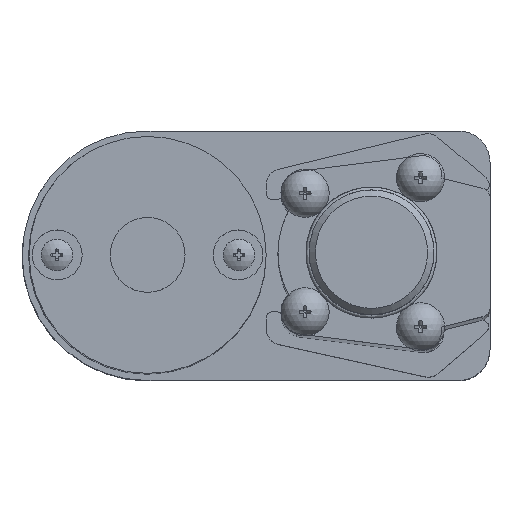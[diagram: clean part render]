
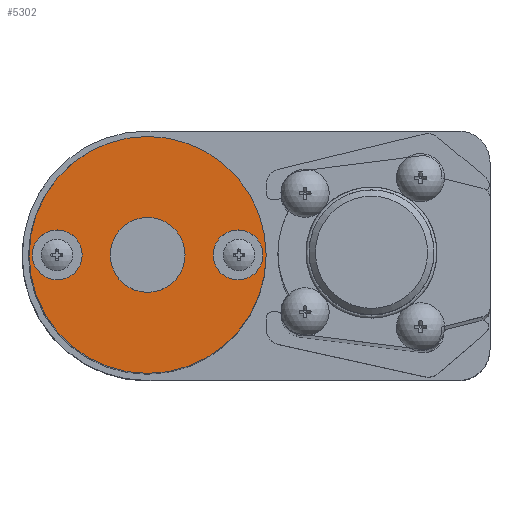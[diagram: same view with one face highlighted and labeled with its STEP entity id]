
A CAD part, top view. The second image highlights one B-rep face of the part: STEP entity #5302.
In plain terms, the highlighted planar face has unit normal (0, 0, 1).
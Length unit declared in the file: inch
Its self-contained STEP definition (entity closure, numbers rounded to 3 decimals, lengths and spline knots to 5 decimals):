
#120=FACE_BOUND('',#758,.T.);
#121=FACE_BOUND('',#759,.T.);
#122=FACE_BOUND('',#760,.T.);
#241=PLANE('',#5741);
#462=FACE_OUTER_BOUND('',#757,.T.);
#757=EDGE_LOOP('',(#3859,#3860));
#758=EDGE_LOOP('',(#3861,#3862));
#759=EDGE_LOOP('',(#3863,#3864));
#760=EDGE_LOOP('',(#3865,#3866));
#1846=CIRCLE('',#5742,0.74803);
#1847=CIRCLE('',#5743,0.74803);
#1848=CIRCLE('',#5744,0.15748);
#1849=CIRCLE('',#5745,0.15748);
#1850=CIRCLE('',#5746,0.23622);
#1851=CIRCLE('',#5747,0.23622);
#1852=CIRCLE('',#5748,0.15748);
#1853=CIRCLE('',#5749,0.15748);
#2222=VERTEX_POINT('',#9357);
#2223=VERTEX_POINT('',#9358);
#2224=VERTEX_POINT('',#9361);
#2225=VERTEX_POINT('',#9362);
#2226=VERTEX_POINT('',#9365);
#2227=VERTEX_POINT('',#9366);
#2228=VERTEX_POINT('',#9369);
#2229=VERTEX_POINT('',#9370);
#2827=EDGE_CURVE('',#2222,#2223,#1846,.T.);
#2828=EDGE_CURVE('',#2223,#2222,#1847,.T.);
#2829=EDGE_CURVE('',#2224,#2225,#1848,.T.);
#2830=EDGE_CURVE('',#2225,#2224,#1849,.T.);
#2831=EDGE_CURVE('',#2226,#2227,#1850,.T.);
#2832=EDGE_CURVE('',#2227,#2226,#1851,.T.);
#2833=EDGE_CURVE('',#2228,#2229,#1852,.T.);
#2834=EDGE_CURVE('',#2229,#2228,#1853,.T.);
#3859=ORIENTED_EDGE('',*,*,#2827,.T.);
#3860=ORIENTED_EDGE('',*,*,#2828,.T.);
#3861=ORIENTED_EDGE('',*,*,#2829,.F.);
#3862=ORIENTED_EDGE('',*,*,#2830,.F.);
#3863=ORIENTED_EDGE('',*,*,#2831,.F.);
#3864=ORIENTED_EDGE('',*,*,#2832,.F.);
#3865=ORIENTED_EDGE('',*,*,#2833,.F.);
#3866=ORIENTED_EDGE('',*,*,#2834,.F.);
#5302=ADVANCED_FACE('',(#462,#120,#121,#122),#241,.T.);
#5741=AXIS2_PLACEMENT_3D('',#9356,#6693,#6694);
#5742=AXIS2_PLACEMENT_3D('',#9359,#6695,#6696);
#5743=AXIS2_PLACEMENT_3D('',#9360,#6697,#6698);
#5744=AXIS2_PLACEMENT_3D('',#9363,#6699,#6700);
#5745=AXIS2_PLACEMENT_3D('',#9364,#6701,#6702);
#5746=AXIS2_PLACEMENT_3D('',#9367,#6703,#6704);
#5747=AXIS2_PLACEMENT_3D('',#9368,#6705,#6706);
#5748=AXIS2_PLACEMENT_3D('',#9371,#6707,#6708);
#5749=AXIS2_PLACEMENT_3D('',#9372,#6709,#6710);
#6693=DIRECTION('center_axis',(0.,0.,1.));
#6694=DIRECTION('ref_axis',(1.,0.,0.));
#6695=DIRECTION('center_axis',(0.,0.,1.));
#6696=DIRECTION('ref_axis',(1.,0.,0.));
#6697=DIRECTION('center_axis',(0.,0.,1.));
#6698=DIRECTION('ref_axis',(1.,0.,0.));
#6699=DIRECTION('center_axis',(0.,0.,1.));
#6700=DIRECTION('ref_axis',(1.,0.,0.));
#6701=DIRECTION('center_axis',(0.,0.,1.));
#6702=DIRECTION('ref_axis',(1.,0.,0.));
#6703=DIRECTION('center_axis',(0.,0.,1.));
#6704=DIRECTION('ref_axis',(1.,0.,0.));
#6705=DIRECTION('center_axis',(0.,0.,1.));
#6706=DIRECTION('ref_axis',(1.,0.,0.));
#6707=DIRECTION('center_axis',(0.,0.,1.));
#6708=DIRECTION('ref_axis',(1.,0.,0.));
#6709=DIRECTION('center_axis',(0.,0.,1.));
#6710=DIRECTION('ref_axis',(1.,0.,0.));
#9356=CARTESIAN_POINT('Origin',(0.00394,0.,2.79331));
#9357=CARTESIAN_POINT('',(0.75197,0.,2.79331));
#9358=CARTESIAN_POINT('',(-0.74409,0.,2.79331));
#9359=CARTESIAN_POINT('Origin',(0.00394,0.,2.79331));
#9360=CARTESIAN_POINT('Origin',(0.00394,0.,2.79331));
#9361=CARTESIAN_POINT('',(0.73228,0.,2.79331));
#9362=CARTESIAN_POINT('',(0.41732,0.,2.79331));
#9363=CARTESIAN_POINT('Origin',(0.5748,0.,2.79331));
#9364=CARTESIAN_POINT('Origin',(0.5748,0.,2.79331));
#9365=CARTESIAN_POINT('',(0.24016,0.,2.79331));
#9366=CARTESIAN_POINT('',(-0.23228,0.,2.79331));
#9367=CARTESIAN_POINT('Origin',(0.00394,0.,2.79331));
#9368=CARTESIAN_POINT('Origin',(0.00394,0.,2.79331));
#9369=CARTESIAN_POINT('',(-0.40945,0.,2.79331));
#9370=CARTESIAN_POINT('',(-0.72441,0.,2.79331));
#9371=CARTESIAN_POINT('Origin',(-0.56693,0.,2.79331));
#9372=CARTESIAN_POINT('Origin',(-0.56693,0.,2.79331));
